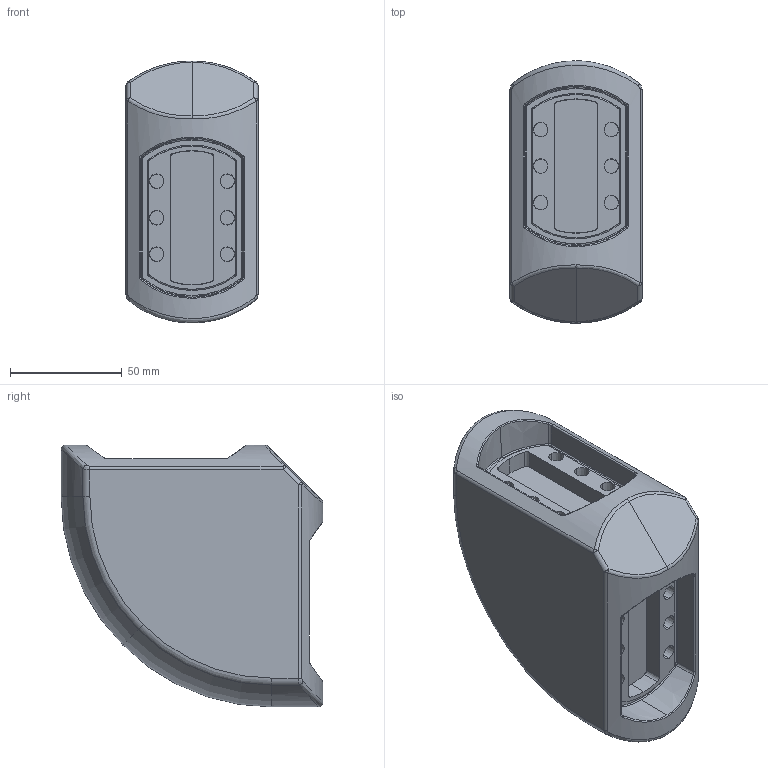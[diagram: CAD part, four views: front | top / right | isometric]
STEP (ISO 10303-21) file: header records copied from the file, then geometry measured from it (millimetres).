
FILE_DESCRIPTION (( 'STEP AP214' ), '1' );
FILE_NAME ('49447100.STEP', '2016-02-24T12:16:50', ( 'Macha' ), ( 'Hewlett-Packard Company' ), 'SwSTEP 2.0', 'SolidWorks 2015', '' );
FILE_SCHEMA (( 'AUTOMOTIVE_DESIGN' ));
Length unit declared in the file: millimetre
Products named in the file (1): 49447100
Bounding box: 59 x 117 x 117 mm (x, y, z)
Volume: 501035 mm3; surface area: 49710.8 mm2
Topology: 1 solids, 1 shells, 188 faces, 424 edges, 256 vertices
Faces by surface type: cone 66, torus 34, plane 34, cylinder 28, bspline 22, sphere 4
Entity records: 6809 total; most frequent: CARTESIAN_POINT 2584, DIRECTION 939, ORIENTED_EDGE 848, EDGE_CURVE 424, AXIS2_PLACEMENT_3D 401, VERTEX_POINT 256, CIRCLE 234, EDGE_LOOP 206
